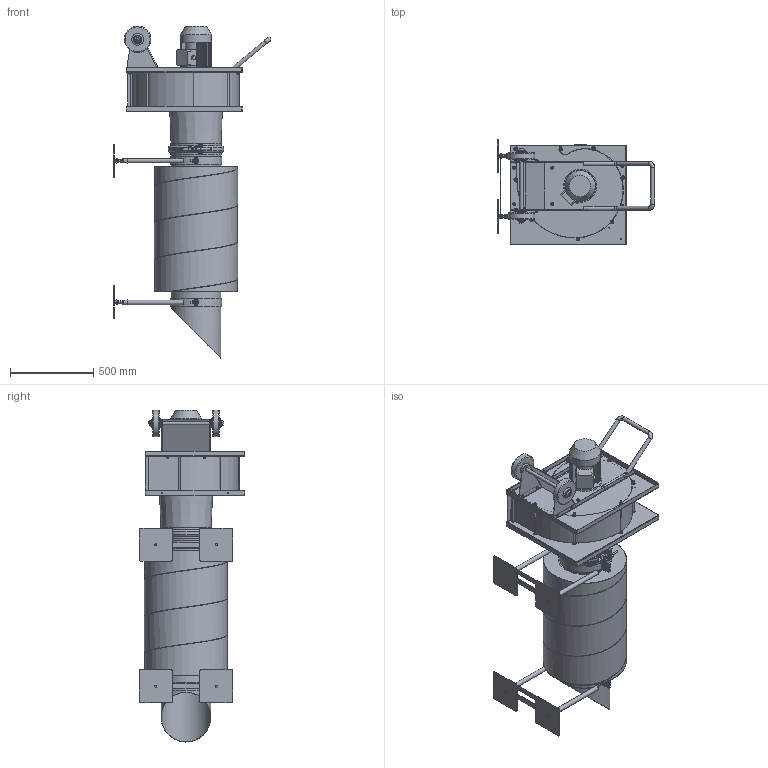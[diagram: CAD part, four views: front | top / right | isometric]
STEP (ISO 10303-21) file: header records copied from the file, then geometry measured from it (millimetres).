
FILE_DESCRIPTION(/* description */ (''),/* implementation_level */ '2;1');
FILE_NAME(/* name */ '4009003016587Ventilator mit Schalldämpfer 2,2kW.stp',/* time_stamp */ '2015-05-29T08:49:54+02:00',/* author */ ('dpurucker'),/* organization */ (''),/* preprocessor_version */ 'ST-DEVELOPER v15.6',/* originating_system */ 'Autodesk Inventor 2015',/* authorisation */ '');
FILE_SCHEMA (('AUTOMOTIVE_DESIGN { 1 0 10303 214 3 1 1 }'));
Length unit declared in the file: millimetre
Products named in the file (47): Gehäuseblech; GehäuseBlech Motorseite; GehäuseBlech Saugseite; Motor 2,2Kw; Verstärkungsblech Motorseite; Laufrad 2,2KW; Radhalter; Einströmdüse; Ansaugflansch; Achse; Gewindestange 2,2KW & 4KW; Rad FTA Ø160; Endkappe; M10; M8-16-A; M10-25; griff; 4009029015673 - Zusammenbau 2,2KW; 4009003016587 - Schalldämfer Aussenrohr; 4009003016587 - Schalldämpfer Innenrohr; 4009003016587 - Scheibe Schalldämpfer; 4009003016587 - Scheibe Schalldämpfer_MIR; 4009003016587 - Übergang gerade Schalldämpfer; 4009003016587 - Schalldämpfer Ø300, L=750; 4009003016587 - Übergang Ventilator Schalldämp
fer; 4009003016587 - Ausblasübergang mit Vogelschutzgit
ter; 4009003016587 - Vogelschutzgitter; 4009003016587 - Ansaugübergang mit Vogelschutzgitt
er; 4002024015682-Rohrschellenhälfte Ø300; 4002024015682-Böckchen; 4002024015682-Verschluss-Hebelgriff; 4002024015682-Schraube; 4002024015682-Vorlegeplatte; 4002024015682-Scharnierblech; 4002024015682; 4009003016587 - Auflageschelle; 4009003016587 - Gummieinlage; DIN 933 - M12  x 40; 4009003016587 - Verbindungsblech Stützfuß; 4009003016587 - DIN EN 10210-2 - 26,9 x 2,3 - 435,5 ...
Bounding box: 948.92 x 636.19 x 1998.99 mm (x, y, z)
Volume: 18365848.3 mm3; surface area: 12225580.4 mm2
Topology: 141 solids, 143 shells, 2647 faces, 6068 edges, 3741 vertices
Faces by surface type: plane 1333, cylinder 612, cone 536, torus 120, bspline 42, sphere 4
Full cylindrical faces by diameter (mm): 4.134 x20, 5 x9, 5.699 x2, 7 x12, 8 x34, 8.155 x2, 8.5 x34, 10 x13, 10.106 x20, 10.5 x22, 11 x14, 11.053 x4, 12 x8, 12.5 x20, 13 x6, 17.2 x4, 20 x3, 21 x7, 22.3 x4, 24 x2, 24.45 x1, 24.65 x4, 25 x5, 26.9 x4, 34 x1, 45 x2, 50 x4, 130 x2, 131 x1, 160 x2
Entity records: 36445 total; most frequent: CARTESIAN_POINT 9430, DIRECTION 5789, ORIENTED_EDGE 4826, EDGE_CURVE 2410, AXIS2_PLACEMENT_3D 2343, VERTEX_POINT 1659, EDGE_LOOP 1577, CIRCLE 1111
